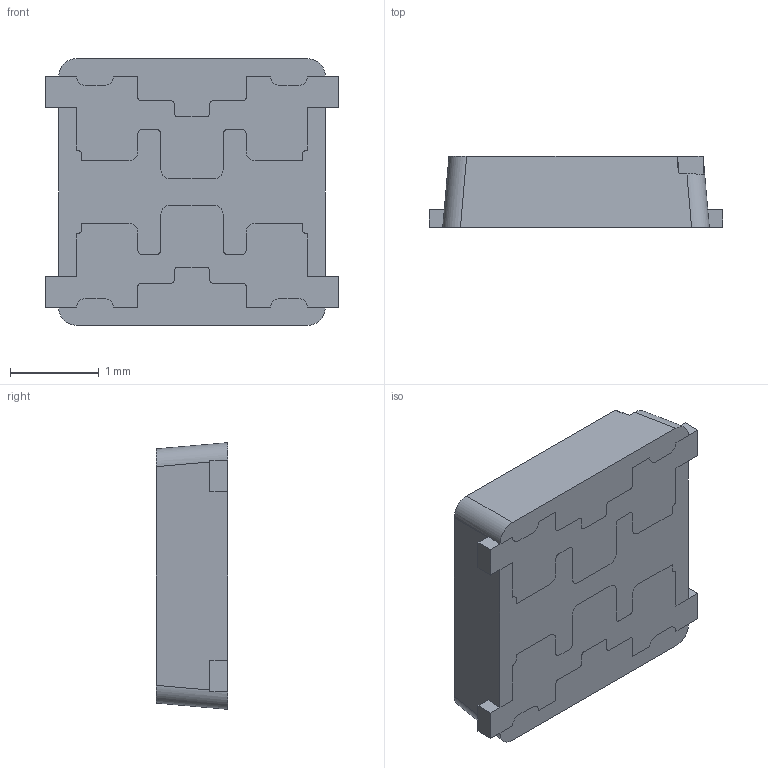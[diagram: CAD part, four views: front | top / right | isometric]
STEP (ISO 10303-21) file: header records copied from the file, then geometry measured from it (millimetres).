
FILE_DESCRIPTION (( 'STEP AP214' ), '1' );
FILE_NAME ('SPMWHD32AMH0XAR0PR.STEP', '2024-10-09T09:50:27', ( '' ), ( '' ), 'SwSTEP 2.0', 'SolidWorks 2023', '' );
FILE_SCHEMA (( 'AUTOMOTIVE_DESIGN' ));
Length unit declared in the file: millimetre
Products named in the file (1): SPMWHD32AMH0XAR0PR
Bounding box: 3.3 x 0.8 x 3 mm (x, y, z)
Volume: 6.9 mm3; surface area: 60.3 mm2
Topology: 4 solids, 4 shells, 241 faces, 694 edges, 462 vertices
Faces by surface type: plane 149, cylinder 92
Entity records: 10609 total; most frequent: CARTESIAN_POINT 1446, ORIENTED_EDGE 1388, DIRECTION 1338, EDGE_CURVE 694, LINE 502, VECTOR 502, VERTEX_POINT 462, AXIS2_PLACEMENT_3D 418
